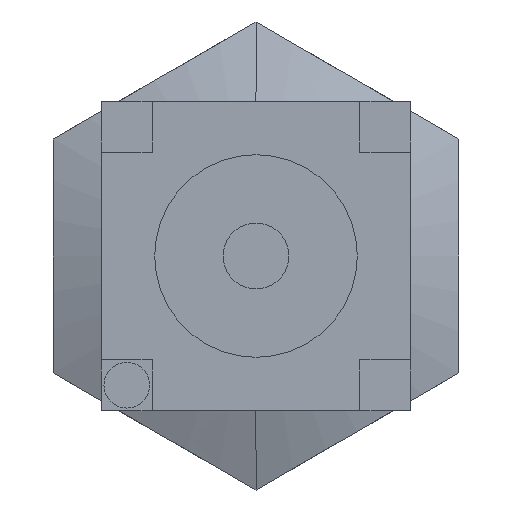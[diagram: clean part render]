
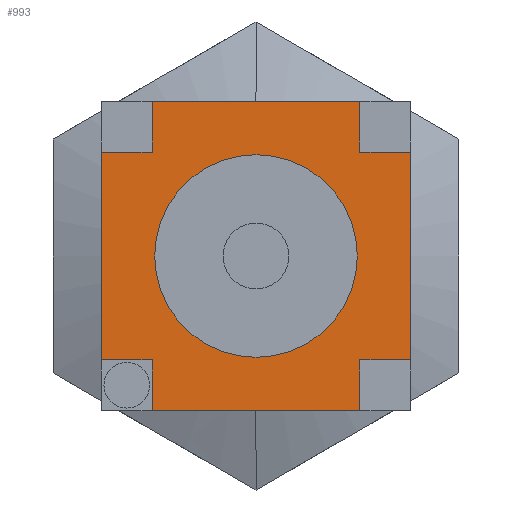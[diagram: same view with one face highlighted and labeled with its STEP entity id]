
A CAD part, front view. The second image highlights one B-rep face of the part: STEP entity #993.
In plain terms, the highlighted planar face has unit normal (0, -1, 0).
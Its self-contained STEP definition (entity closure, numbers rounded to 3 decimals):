
#25 = VECTOR ( 'NONE', #1584, 1000. ) ;
#33 = VERTEX_POINT ( 'NONE', #191 ) ;
#76 = CARTESIAN_POINT ( 'NONE',  ( 3.05, 3.9, -2.05 ) ) ;
#86 = EDGE_LOOP ( 'NONE', ( #1243, #2835, #1362, #1721, #1893, #1889, #323, #1410, #114, #917, #1458, #1880 ) ) ;
#114 = ORIENTED_EDGE ( 'NONE', *, *, #851, .T. ) ;
#143 = EDGE_CURVE ( 'NONE', #2627, #3000, #1061, .T. ) ;
#162 = CARTESIAN_POINT ( 'NONE',  ( 3.05, 3.9, -3.05 ) ) ;
#191 = CARTESIAN_POINT ( 'NONE',  ( -2.05, 3.9, -3.05 ) ) ;
#200 = CARTESIAN_POINT ( 'NONE',  ( 2., 3.9, 0. ) ) ;
#243 = LINE ( 'NONE', #2994, #616 ) ;
#249 = CARTESIAN_POINT ( 'NONE',  ( 3.05, 3.9, 3.05 ) ) ;
#251 = CARTESIAN_POINT ( 'NONE',  ( 3.05, 3.9, 2.05 ) ) ;
#315 = CARTESIAN_POINT ( 'NONE',  ( 0., 3.9, 0. ) ) ;
#323 = ORIENTED_EDGE ( 'NONE', *, *, #1025, .T. ) ;
#334 = CARTESIAN_POINT ( 'NONE',  ( -3.05, 3.9, -3.05 ) ) ;
#366 = LINE ( 'NONE', #560, #1623 ) ;
#369 = FACE_OUTER_BOUND ( 'NONE', #86, .T. ) ;
#372 = CARTESIAN_POINT ( 'NONE',  ( 3.05, 3.9, 2.05 ) ) ;
#382 = CARTESIAN_POINT ( 'NONE',  ( -3.05, 3.9, 2.05 ) ) ;
#423 = DIRECTION ( 'NONE',  ( 0., 1., 0. ) ) ;
#430 = CARTESIAN_POINT ( 'NONE',  ( -2.05, 3.9, 3.05 ) ) ;
#494 = EDGE_CURVE ( 'NONE', #698, #710, #366, .T. ) ;
#507 = CARTESIAN_POINT ( 'NONE',  ( -2.05, 3.9, -2.05 ) ) ;
#548 = DIRECTION ( 'NONE',  ( 1., 0., 0. ) ) ;
#560 = CARTESIAN_POINT ( 'NONE',  ( -2.05, 3.9, -2.05 ) ) ;
#616 = VECTOR ( 'NONE', #2115, 1000. ) ;
#627 = DIRECTION ( 'NONE',  ( -1., 0., 0. ) ) ;
#641 = LINE ( 'NONE', #372, #665 ) ;
#650 = LINE ( 'NONE', #2017, #1276 ) ;
#665 = VECTOR ( 'NONE', #627, 1000. ) ;
#666 = EDGE_CURVE ( 'NONE', #2140, #690, #1601, .T. ) ;
#671 = DIRECTION ( 'NONE',  ( 0., 1., 0. ) ) ;
#676 = EDGE_CURVE ( 'NONE', #2818, #2140, #1868, .T. ) ;
#690 = VERTEX_POINT ( 'NONE', #916 ) ;
#698 = VERTEX_POINT ( 'NONE', #975 ) ;
#710 = VERTEX_POINT ( 'NONE', #507 ) ;
#758 = AXIS2_PLACEMENT_3D ( 'NONE', #315, #2615, #1255 ) ;
#805 = EDGE_CURVE ( 'NONE', #1698, #1678, #2395, .T. ) ;
#812 = DIRECTION ( 'NONE',  ( 1., 0., 0. ) ) ;
#851 = EDGE_CURVE ( 'NONE', #2821, #1647, #1511, .T. ) ;
#883 = CIRCLE ( 'NONE', #1126, 2. ) ;
#887 = EDGE_CURVE ( 'NONE', #690, #1698, #2462, .T. ) ;
#916 = CARTESIAN_POINT ( 'NONE',  ( -2.05, 3.9, 3.05 ) ) ;
#917 = ORIENTED_EDGE ( 'NONE', *, *, #1731, .T. ) ;
#940 = LINE ( 'NONE', #1863, #1626 ) ;
#975 = CARTESIAN_POINT ( 'NONE',  ( -3.05, 3.9, -2.05 ) ) ;
#991 = DIRECTION ( 'NONE',  ( 0., 0., 1. ) ) ;
#993 = ADVANCED_FACE ( 'NONE', ( #369, #1752 ), #1813, .F. ) ;
#1020 = DIRECTION ( 'NONE',  ( -1., 0., 0. ) ) ;
#1025 = EDGE_CURVE ( 'NONE', #710, #33, #650, .T. ) ;
#1061 = LINE ( 'NONE', #162, #2366 ) ;
#1084 = CARTESIAN_POINT ( 'NONE',  ( 2.05, 3.9, 2.05 ) ) ;
#1126 = AXIS2_PLACEMENT_3D ( 'NONE', #1298, #423, #2279 ) ;
#1172 = DIRECTION ( 'NONE',  ( 0., 0., 1. ) ) ;
#1236 = CARTESIAN_POINT ( 'NONE',  ( -2.05, 3.9, 2.05 ) ) ;
#1243 = ORIENTED_EDGE ( 'NONE', *, *, #676, .T. ) ;
#1255 = DIRECTION ( 'NONE',  ( -1., 0., 0. ) ) ;
#1276 = VECTOR ( 'NONE', #1567, 1000. ) ;
#1287 = DIRECTION ( 'NONE',  ( 0., 0., 1. ) ) ;
#1298 = CARTESIAN_POINT ( 'NONE',  ( 0., 3.9, 0. ) ) ;
#1307 = VERTEX_POINT ( 'NONE', #200 ) ;
#1362 = ORIENTED_EDGE ( 'NONE', *, *, #887, .T. ) ;
#1392 = EDGE_CURVE ( 'NONE', #3000, #2818, #641, .T. ) ;
#1410 = ORIENTED_EDGE ( 'NONE', *, *, #2604, .T. ) ;
#1458 = ORIENTED_EDGE ( 'NONE', *, *, #143, .T. ) ;
#1511 = LINE ( 'NONE', #1944, #2733 ) ;
#1541 = CARTESIAN_POINT ( 'NONE',  ( 2.05, 3.9, -2.05 ) ) ;
#1567 = DIRECTION ( 'NONE',  ( 0., 0., -1. ) ) ;
#1570 = CARTESIAN_POINT ( 'NONE',  ( -2.05, 3.9, 2.05 ) ) ;
#1584 = DIRECTION ( 'NONE',  ( 0., 0., -1. ) ) ;
#1601 = LINE ( 'NONE', #249, #2353 ) ;
#1623 = VECTOR ( 'NONE', #548, 1000. ) ;
#1626 = VECTOR ( 'NONE', #2556, 1000. ) ;
#1647 = VERTEX_POINT ( 'NONE', #1541 ) ;
#1678 = VERTEX_POINT ( 'NONE', #382 ) ;
#1698 = VERTEX_POINT ( 'NONE', #1570 ) ;
#1714 = EDGE_CURVE ( 'NONE', #1678, #698, #243, .T. ) ;
#1721 = ORIENTED_EDGE ( 'NONE', *, *, #805, .T. ) ;
#1731 = EDGE_CURVE ( 'NONE', #1647, #2627, #940, .T. ) ;
#1744 = VECTOR ( 'NONE', #812, 1000. ) ;
#1752 = FACE_BOUND ( 'NONE', #2468, .T. ) ;
#1762 = DIRECTION ( 'NONE',  ( 0., 0., 1. ) ) ;
#1813 = PLANE ( 'NONE',  #2789 ) ;
#1863 = CARTESIAN_POINT ( 'NONE',  ( 2.05, 3.9, -2.05 ) ) ;
#1868 = LINE ( 'NONE', #2609, #1908 ) ;
#1880 = ORIENTED_EDGE ( 'NONE', *, *, #1392, .T. ) ;
#1889 = ORIENTED_EDGE ( 'NONE', *, *, #494, .T. ) ;
#1893 = ORIENTED_EDGE ( 'NONE', *, *, #1714, .T. ) ;
#1908 = VECTOR ( 'NONE', #1172, 1000. ) ;
#1944 = CARTESIAN_POINT ( 'NONE',  ( 2.05, 3.9, -3.05 ) ) ;
#2017 = CARTESIAN_POINT ( 'NONE',  ( -2.05, 3.9, -3.05 ) ) ;
#2073 = CIRCLE ( 'NONE', #758, 2. ) ;
#2115 = DIRECTION ( 'NONE',  ( 0., 0., -1. ) ) ;
#2140 = VERTEX_POINT ( 'NONE', #2600 ) ;
#2279 = DIRECTION ( 'NONE',  ( -1., 0., 0. ) ) ;
#2336 = EDGE_CURVE ( 'NONE', #1307, #2906, #2073, .T. ) ;
#2353 = VECTOR ( 'NONE', #2834, 1000. ) ;
#2366 = VECTOR ( 'NONE', #1762, 1000. ) ;
#2395 = LINE ( 'NONE', #1236, #2598 ) ;
#2462 = LINE ( 'NONE', #430, #25 ) ;
#2468 = EDGE_LOOP ( 'NONE', ( #2770, #2665 ) ) ;
#2551 = CARTESIAN_POINT ( 'NONE',  ( -2., 3.9, 0. ) ) ;
#2556 = DIRECTION ( 'NONE',  ( 1., 0., 0. ) ) ;
#2598 = VECTOR ( 'NONE', #1020, 1000. ) ;
#2600 = CARTESIAN_POINT ( 'NONE',  ( 2.05, 3.9, 3.05 ) ) ;
#2604 = EDGE_CURVE ( 'NONE', #33, #2821, #2630, .T. ) ;
#2609 = CARTESIAN_POINT ( 'NONE',  ( 2.05, 3.9, 2.05 ) ) ;
#2615 = DIRECTION ( 'NONE',  ( 0., 1., 0. ) ) ;
#2627 = VERTEX_POINT ( 'NONE', #76 ) ;
#2630 = LINE ( 'NONE', #334, #1744 ) ;
#2665 = ORIENTED_EDGE ( 'NONE', *, *, #2336, .T. ) ;
#2682 = CARTESIAN_POINT ( 'NONE',  ( 2.05, 3.9, -3.05 ) ) ;
#2697 = EDGE_CURVE ( 'NONE', #2906, #1307, #883, .T. ) ;
#2733 = VECTOR ( 'NONE', #991, 1000. ) ;
#2749 = CARTESIAN_POINT ( 'NONE',  ( 0., 3.9, 0. ) ) ;
#2770 = ORIENTED_EDGE ( 'NONE', *, *, #2697, .T. ) ;
#2789 = AXIS2_PLACEMENT_3D ( 'NONE', #2749, #671, #1287 ) ;
#2818 = VERTEX_POINT ( 'NONE', #1084 ) ;
#2821 = VERTEX_POINT ( 'NONE', #2682 ) ;
#2834 = DIRECTION ( 'NONE',  ( -1., 0., 0. ) ) ;
#2835 = ORIENTED_EDGE ( 'NONE', *, *, #666, .T. ) ;
#2906 = VERTEX_POINT ( 'NONE', #2551 ) ;
#2994 = CARTESIAN_POINT ( 'NONE',  ( -3.05, 3.9, 3.05 ) ) ;
#3000 = VERTEX_POINT ( 'NONE', #251 ) ;
